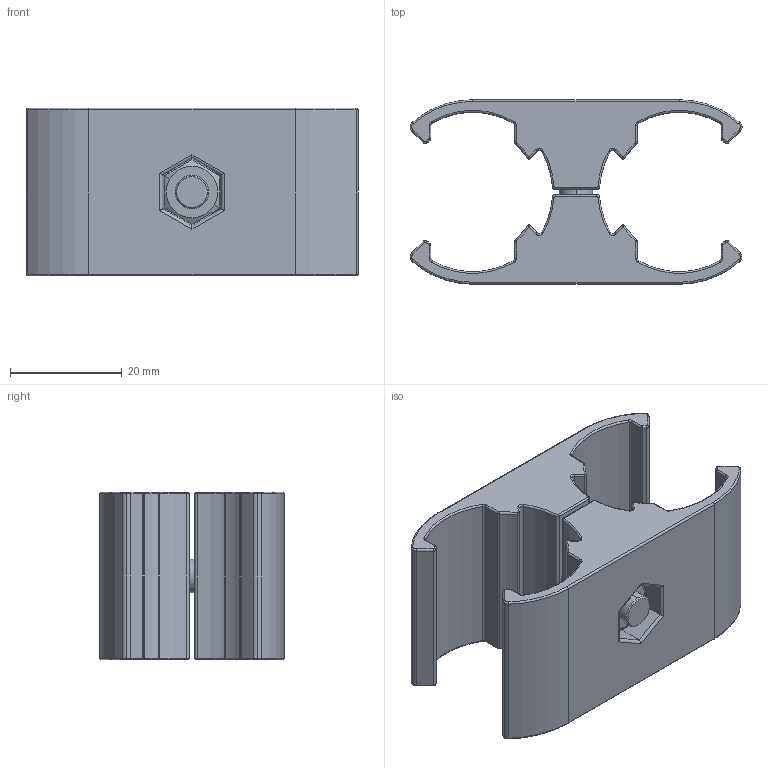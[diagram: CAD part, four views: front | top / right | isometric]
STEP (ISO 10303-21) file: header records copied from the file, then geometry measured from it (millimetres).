
FILE_DESCRIPTION (( 'STEP AP203' ), '1' );
FILE_NAME ('TFS.D28.2.03.05.STEP', '2015-12-15T04:35:03', ( '微软用户' ), ( '微软中国' ), 'SwSTEP 2.0', 'SolidWorks 2012', '' );
FILE_SCHEMA (( 'CONFIG_CONTROL_DESIGN' ));
Length unit declared in the file: millimetre
Products named in the file (1): TFS.D28.2.03.05
Bounding box: 59.46 x 33 x 30 mm (x, y, z)
Surface area: 11673.9 mm2 (no closed solid volume)
Topology: 0 solids, 5 shells, 287 faces, 694 edges, 405 vertices
Faces by surface type: cylinder 112, torus 110, plane 51, sphere 8, cone 6
Entity records: 8357 total; most frequent: DIRECTION 1654, CARTESIAN_POINT 1451, ORIENTED_EDGE 1316, AXIS2_PLACEMENT_3D 708, EDGE_CURVE 676, CIRCLE 420, VERTEX_POINT 397, EDGE_LOOP 297
